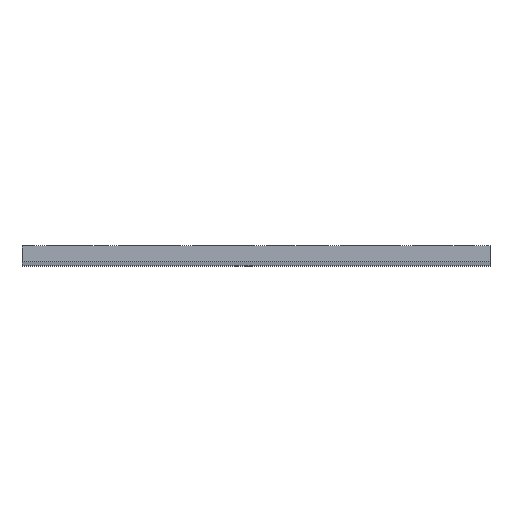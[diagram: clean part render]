
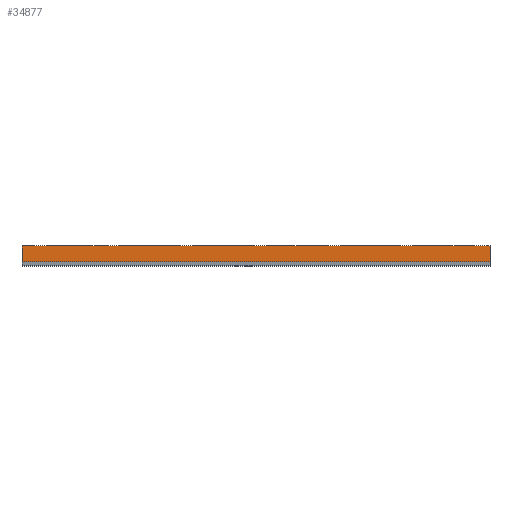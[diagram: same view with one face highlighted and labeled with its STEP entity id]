
A CAD part, top view. The second image highlights one B-rep face of the part: STEP entity #34877.
In plain terms, the highlighted planar face has unit normal (0, 0, 1).
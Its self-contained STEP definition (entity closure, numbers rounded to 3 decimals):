
#69=DIRECTION('',(0.,1.,0.));
#70=VECTOR('',#69,4.);
#71=CARTESIAN_POINT('',(0.,-4.,38.));
#72=LINE('',#71,#70);
#113=DIRECTION('',(0.,1.,0.));
#114=VECTOR('',#113,4.);
#115=CARTESIAN_POINT('',(119.2,-4.,38.));
#116=LINE('',#115,#114);
#822=DIRECTION('',(1.,0.,0.));
#823=VECTOR('',#822,119.2);
#824=CARTESIAN_POINT('',(0.,0.,38.));
#825=LINE('',#824,#823);
#5412=DIRECTION('',(-1.,0.,0.));
#5413=VECTOR('',#5412,119.2);
#5414=CARTESIAN_POINT('',(119.2,-4.,38.));
#5415=LINE('',#5414,#5413);
#22091=CARTESIAN_POINT('',(0.,0.,38.));
#22093=VERTEX_POINT('',#22091);
#22119=CARTESIAN_POINT('',(119.2,0.,38.));
#22121=VERTEX_POINT('',#22119);
#23429=CARTESIAN_POINT('',(119.2,-4.,38.));
#23430=CARTESIAN_POINT('',(0.,-4.,38.));
#23431=VERTEX_POINT('',#23429);
#23432=VERTEX_POINT('',#23430);
#34865=CARTESIAN_POINT('',(0.,-5.,38.));
#34866=DIRECTION('',(0.,0.,1.));
#34867=DIRECTION('',(0.,1.,0.));
#34868=AXIS2_PLACEMENT_3D('',#34865,#34866,#34867);
#34869=PLANE('',#34868);
#34871=ORIENTED_EDGE('',*,*,#34870,.T.);
#34872=ORIENTED_EDGE('',*,*,#28532,.T.);
#34873=ORIENTED_EDGE('',*,*,#29383,.T.);
#34874=ORIENTED_EDGE('',*,*,#28584,.F.);
#34875=EDGE_LOOP('',(#34871,#34872,#34873,#34874));
#34876=FACE_OUTER_BOUND('',#34875,.F.);
#34877=ADVANCED_FACE('',(#34876),#34869,.T.);
#28532=EDGE_CURVE('',#23432,#22093,#72,.T.);
#28584=EDGE_CURVE('',#23431,#22121,#116,.T.);
#29383=EDGE_CURVE('',#22093,#22121,#825,.T.);
#34870=EDGE_CURVE('',#23431,#23432,#5415,.T.);
